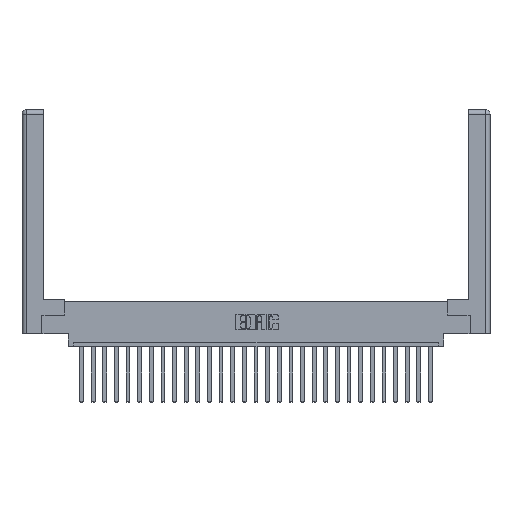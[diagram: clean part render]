
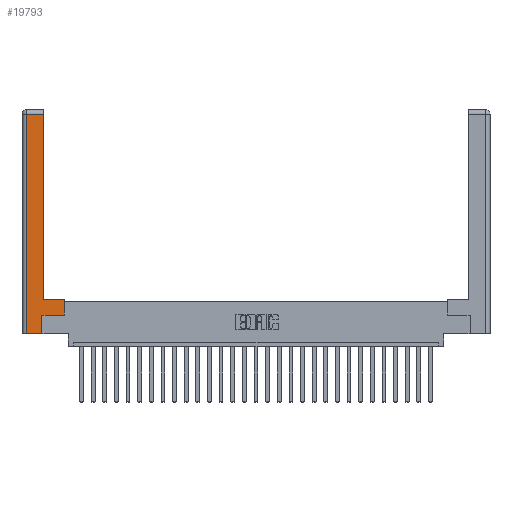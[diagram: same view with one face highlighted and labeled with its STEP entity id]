
A CAD part, top view. The second image highlights one B-rep face of the part: STEP entity #19793.
In plain terms, the highlighted planar face has unit normal (0, 0, 1).
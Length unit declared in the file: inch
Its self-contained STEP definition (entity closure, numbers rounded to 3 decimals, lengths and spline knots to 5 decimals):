
#138 = LINE ( 'NONE', #2631, #21962 ) ;
#810 = LINE ( 'NONE', #15050, #19078 ) ;
#1174 = VERTEX_POINT ( 'NONE', #3720 ) ;
#1595 = VECTOR ( 'NONE', #18416, 39.37008 ) ;
#2076 = CARTESIAN_POINT ( 'NONE',  ( 0.265, 0.245, 0. ) ) ;
#2169 = VERTEX_POINT ( 'NONE', #2076 ) ;
#2595 = LINE ( 'NONE', #12039, #26089 ) ;
#2631 = CARTESIAN_POINT ( 'NONE',  ( 0.565, 0.245, 0. ) ) ;
#2775 = VERTEX_POINT ( 'NONE', #5535 ) ;
#3006 = LINE ( 'NONE', #18051, #24517 ) ;
#3251 = CARTESIAN_POINT ( 'NONE',  ( 0.265, 0., 0. ) ) ;
#3720 = CARTESIAN_POINT ( 'NONE',  ( 0.265, 0., 0. ) ) ;
#3841 = CARTESIAN_POINT ( 'NONE',  ( 0.565, 0.45, 0. ) ) ;
#3908 = EDGE_CURVE ( 'NONE', #9254, #20850, #2595, .T. ) ;
#3979 = CARTESIAN_POINT ( 'NONE',  ( 0.565, 0.245, 0. ) ) ;
#4106 = CARTESIAN_POINT ( 'NONE',  ( 0.295, 2.94, 0. ) ) ;
#4678 = VECTOR ( 'NONE', #5447, 39.37008 ) ;
#4863 = ORIENTED_EDGE ( 'NONE', *, *, #14788, .T. ) ;
#5447 = DIRECTION ( 'NONE',  ( -1., 0., 0. ) ) ;
#5535 = CARTESIAN_POINT ( 'NONE',  ( 0.0615, 0., 0. ) ) ;
#5796 = DIRECTION ( 'NONE',  ( 0., 1., 0. ) ) ;
#6639 = EDGE_CURVE ( 'NONE', #22985, #7967, #8826, .T. ) ;
#7618 = CARTESIAN_POINT ( 'NONE',  ( 0.0615, 0., 0. ) ) ;
#7959 = CARTESIAN_POINT ( 'NONE',  ( 0., 0., 0. ) ) ;
#7967 = VERTEX_POINT ( 'NONE', #12611 ) ;
#8300 = FACE_OUTER_BOUND ( 'NONE', #21755, .T. ) ;
#8545 = ORIENTED_EDGE ( 'NONE', *, *, #20064, .T. ) ;
#8826 = LINE ( 'NONE', #3841, #1595 ) ;
#8993 = ORIENTED_EDGE ( 'NONE', *, *, #3908, .T. ) ;
#9079 = EDGE_CURVE ( 'NONE', #2169, #22985, #138, .T. ) ;
#9254 = VERTEX_POINT ( 'NONE', #11846 ) ;
#9662 = LINE ( 'NONE', #3251, #14228 ) ;
#9912 = LINE ( 'NONE', #15987, #4678 ) ;
#11129 = ORIENTED_EDGE ( 'NONE', *, *, #12845, .T. ) ;
#11846 = CARTESIAN_POINT ( 'NONE',  ( 0.295, 0.45, 0. ) ) ;
#12039 = CARTESIAN_POINT ( 'NONE',  ( 0.295, 3., 0. ) ) ;
#12182 = DIRECTION ( 'NONE',  ( -1., 0., 0. ) ) ;
#12361 = DIRECTION ( 'NONE',  ( 0., 0., -1. ) ) ;
#12514 = EDGE_CURVE ( 'NONE', #2775, #1174, #9662, .T. ) ;
#12611 = CARTESIAN_POINT ( 'NONE',  ( 0.565, 0.45, 0. ) ) ;
#12845 = EDGE_CURVE ( 'NONE', #1174, #2169, #810, .T. ) ;
#14228 = VECTOR ( 'NONE', #26263, 39.37008 ) ;
#14788 = EDGE_CURVE ( 'NONE', #7967, #9254, #3006, .T. ) ;
#15050 = CARTESIAN_POINT ( 'NONE',  ( 0.265, 0.245, 0. ) ) ;
#15212 = EDGE_CURVE ( 'NONE', #25373, #2775, #22205, .T. ) ;
#15987 = CARTESIAN_POINT ( 'NONE',  ( 0.0615, 2.94, 0. ) ) ;
#16570 = ORIENTED_EDGE ( 'NONE', *, *, #9079, .T. ) ;
#17784 = DIRECTION ( 'NONE',  ( -1., 0., 0. ) ) ;
#18051 = CARTESIAN_POINT ( 'NONE',  ( 0.295, 0.45, 0. ) ) ;
#18416 = DIRECTION ( 'NONE',  ( 0., 1., 0. ) ) ;
#19078 = VECTOR ( 'NONE', #25052, 39.37008 ) ;
#19293 = DIRECTION ( 'NONE',  ( 1., 0., 0. ) ) ;
#19793 = ADVANCED_FACE ( 'NONE', ( #8300 ), #26634, .F. ) ;
#20064 = EDGE_CURVE ( 'NONE', #20850, #25373, #9912, .T. ) ;
#20850 = VERTEX_POINT ( 'NONE', #4106 ) ;
#21755 = EDGE_LOOP ( 'NONE', ( #8993, #8545, #26384, #24008, #11129, #16570, #23214, #4863 ) ) ;
#21962 = VECTOR ( 'NONE', #19293, 39.37008 ) ;
#21998 = AXIS2_PLACEMENT_3D ( 'NONE', #7959, #12361, #12182 ) ;
#22205 = LINE ( 'NONE', #7618, #24823 ) ;
#22337 = DIRECTION ( 'NONE',  ( 0., -1., 0. ) ) ;
#22985 = VERTEX_POINT ( 'NONE', #3979 ) ;
#23214 = ORIENTED_EDGE ( 'NONE', *, *, #6639, .T. ) ;
#24008 = ORIENTED_EDGE ( 'NONE', *, *, #12514, .T. ) ;
#24517 = VECTOR ( 'NONE', #17784, 39.37008 ) ;
#24823 = VECTOR ( 'NONE', #22337, 39.37008 ) ;
#25052 = DIRECTION ( 'NONE',  ( 0., 1., 0. ) ) ;
#25278 = CARTESIAN_POINT ( 'NONE',  ( 0.0615, 2.94, 0. ) ) ;
#25373 = VERTEX_POINT ( 'NONE', #25278 ) ;
#26089 = VECTOR ( 'NONE', #5796, 39.37008 ) ;
#26263 = DIRECTION ( 'NONE',  ( 1., 0., 0. ) ) ;
#26384 = ORIENTED_EDGE ( 'NONE', *, *, #15212, .T. ) ;
#26634 = PLANE ( 'NONE',  #21998 ) ;
